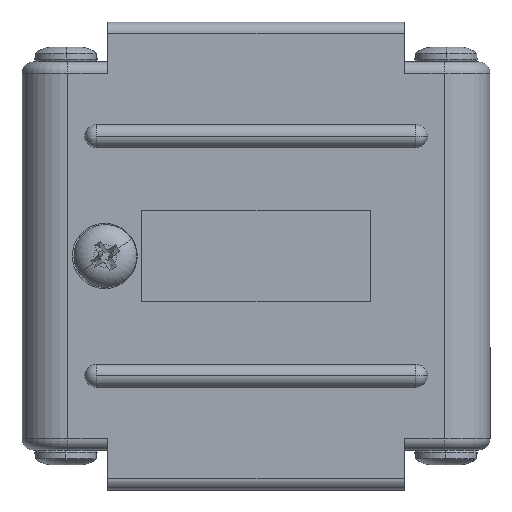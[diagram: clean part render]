
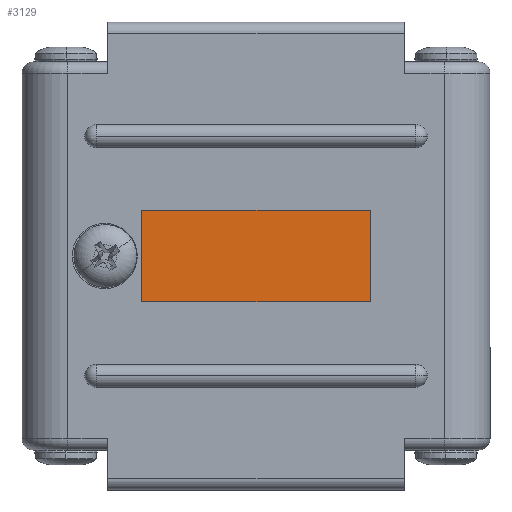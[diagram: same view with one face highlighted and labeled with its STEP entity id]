
A CAD part, front view. The second image highlights one B-rep face of the part: STEP entity #3129.
In plain terms, the highlighted planar face has unit normal (0, -1, 0).
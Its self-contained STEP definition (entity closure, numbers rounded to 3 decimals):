
#71 = LINE ( 'NONE', #4903, #853 ) ;
#302 = DIRECTION ( 'NONE',  ( 1., 0., 0. ) ) ;
#485 = EDGE_CURVE ( 'NONE', #4007, #2236, #5374, .T. ) ;
#844 = ORIENTED_EDGE ( 'NONE', *, *, #485, .T. ) ;
#853 = VECTOR ( 'NONE', #1781, 1000. ) ;
#860 = AXIS2_PLACEMENT_3D ( 'NONE', #3959, #4303, #302 ) ;
#865 = DIRECTION ( 'NONE',  ( -1., 0., 0. ) ) ;
#923 = CARTESIAN_POINT ( 'NONE',  ( -10., 0.1, -13. ) ) ;
#1017 = ORIENTED_EDGE ( 'NONE', *, *, #4473, .T. ) ;
#1504 = VECTOR ( 'NONE', #3142, 1000. ) ;
#1709 = FACE_OUTER_BOUND ( 'NONE', #5397, .T. ) ;
#1732 = CARTESIAN_POINT ( 'NONE',  ( 10., 0.1, -13. ) ) ;
#1781 = DIRECTION ( 'NONE',  ( 0., 0., 1. ) ) ;
#1830 = VERTEX_POINT ( 'NONE', #1732 ) ;
#1977 = CARTESIAN_POINT ( 'NONE',  ( -10., 0.1, -21. ) ) ;
#2236 = VERTEX_POINT ( 'NONE', #2861 ) ;
#2622 = CARTESIAN_POINT ( 'NONE',  ( 10., 0.1, -21. ) ) ;
#2748 = CARTESIAN_POINT ( 'NONE',  ( -10., 0.1, -13. ) ) ;
#2861 = CARTESIAN_POINT ( 'NONE',  ( -10., 0.1, -21. ) ) ;
#2863 = DIRECTION ( 'NONE',  ( 1., 0., 0. ) ) ;
#2886 = EDGE_CURVE ( 'NONE', #4153, #1830, #71, .T. ) ;
#3129 = ADVANCED_FACE ( 'NONE', ( #1709 ), #4834, .T. ) ;
#3142 = DIRECTION ( 'NONE',  ( 0., 0., -1. ) ) ;
#3284 = EDGE_CURVE ( 'NONE', #2236, #4153, #4211, .T. ) ;
#3343 = ORIENTED_EDGE ( 'NONE', *, *, #3284, .T. ) ;
#3557 = LINE ( 'NONE', #4813, #4705 ) ;
#3959 = CARTESIAN_POINT ( 'NONE',  ( 0., 0.1, 0. ) ) ;
#4007 = VERTEX_POINT ( 'NONE', #2748 ) ;
#4153 = VERTEX_POINT ( 'NONE', #2622 ) ;
#4211 = LINE ( 'NONE', #1977, #4463 ) ;
#4303 = DIRECTION ( 'NONE',  ( 0., -1., 0. ) ) ;
#4463 = VECTOR ( 'NONE', #2863, 1000. ) ;
#4473 = EDGE_CURVE ( 'NONE', #1830, #4007, #3557, .T. ) ;
#4705 = VECTOR ( 'NONE', #865, 1000. ) ;
#4813 = CARTESIAN_POINT ( 'NONE',  ( -10., 0.1, -13. ) ) ;
#4834 = PLANE ( 'NONE',  #860 ) ;
#4903 = CARTESIAN_POINT ( 'NONE',  ( 10., 0.1, -13. ) ) ;
#5374 = LINE ( 'NONE', #923, #1504 ) ;
#5397 = EDGE_LOOP ( 'NONE', ( #844, #3343, #5655, #1017 ) ) ;
#5655 = ORIENTED_EDGE ( 'NONE', *, *, #2886, .T. ) ;
